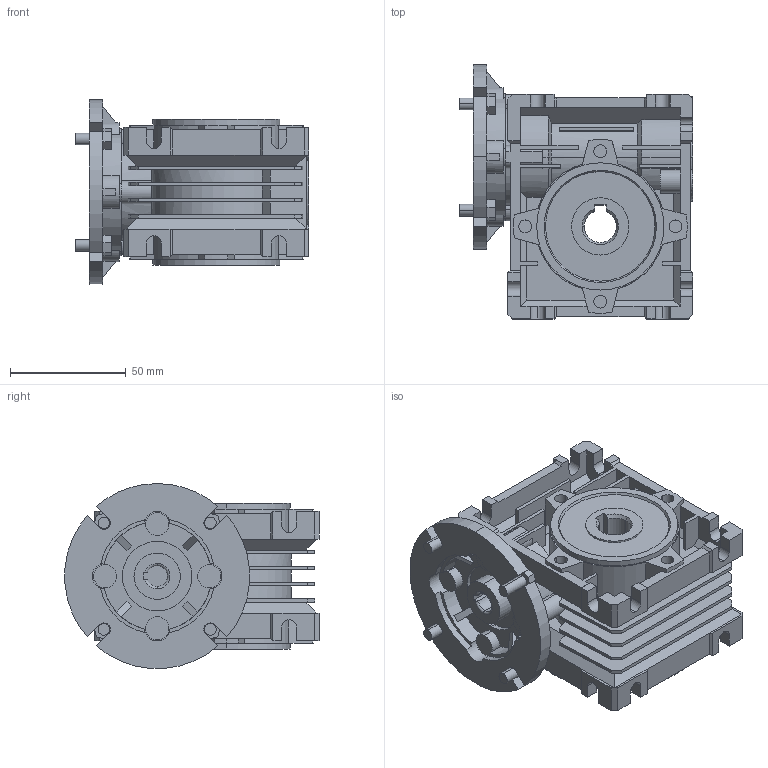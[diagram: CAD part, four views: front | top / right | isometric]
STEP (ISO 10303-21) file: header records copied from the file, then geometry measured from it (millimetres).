
FILE_DESCRIPTION (( 'STEP AP214' ), '1' );
FILE_NAME ('PMRV030_56_B14.STEP', '2018-05-29T09:42:17', ( 'admin' ), ( '' ), 'SwSTEP 2.0', 'SolidWorks 2018', '' );
FILE_SCHEMA (( 'AUTOMOTIVE_DESIGN' ));
Length unit declared in the file: millimetre
Products named in the file (1): PMRV030_56_B14
Bounding box: 101 x 109.87 x 79.87 mm (x, y, z)
Volume: 337793.7 mm3; surface area: 106721.3 mm2
Topology: 4 solids, 8 shells, 817 faces, 2210 edges, 1444 vertices
Faces by surface type: plane 554, cylinder 228, cone 32, torus 3
Entity records: 25879 total; most frequent: CARTESIAN_POINT 4925, ORIENTED_EDGE 4420, DIRECTION 4320, EDGE_CURVE 2210, LINE 1564, VECTOR 1564, VERTEX_POINT 1444, AXIS2_PLACEMENT_3D 1378
